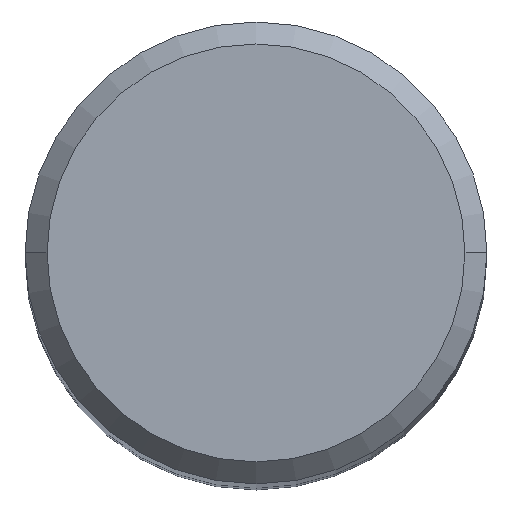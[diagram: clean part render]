
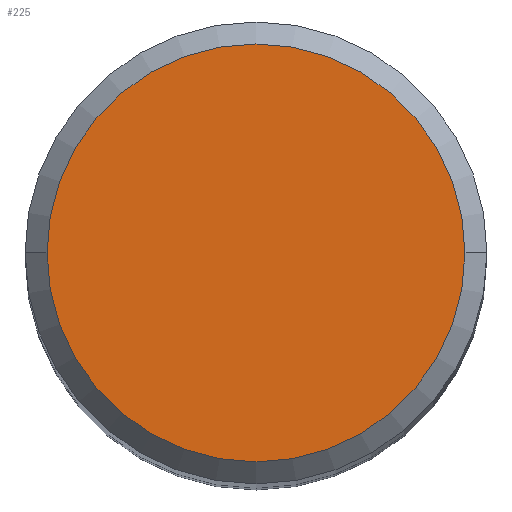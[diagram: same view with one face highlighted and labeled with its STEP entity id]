
A CAD part, top view. The second image highlights one B-rep face of the part: STEP entity #225.
In plain terms, the highlighted planar face has unit normal (0, 0, 1).
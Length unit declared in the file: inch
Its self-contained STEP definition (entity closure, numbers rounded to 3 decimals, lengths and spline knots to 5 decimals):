
#9 = VERTEX_POINT ( 'NONE', #82 ) ;
#11 = DIRECTION ( 'NONE',  ( 0., 0., 1. ) ) ;
#16 = CARTESIAN_POINT ( 'NONE',  ( 0., 0., 2.48032 ) ) ;
#30 = CARTESIAN_POINT ( 'NONE',  ( 0., 0., 2.48032 ) ) ;
#74 = DIRECTION ( 'NONE',  ( 0., 0., 1. ) ) ;
#75 = ORIENTED_EDGE ( 'NONE', *, *, #247, .T. ) ;
#82 = CARTESIAN_POINT ( 'NONE',  ( -0.14248, 0., 2.48032 ) ) ;
#84 = EDGE_CURVE ( 'NONE', #9, #134, #154, .T. ) ;
#87 = AXIS2_PLACEMENT_3D ( 'NONE', #248, #137, #208 ) ;
#91 = PLANE ( 'NONE',  #87 ) ;
#130 = EDGE_LOOP ( 'NONE', ( #212, #75 ) ) ;
#134 = VERTEX_POINT ( 'NONE', #206 ) ;
#137 = DIRECTION ( 'NONE',  ( 0., 0., 1. ) ) ;
#144 = DIRECTION ( 'NONE',  ( 1., 0., 0. ) ) ;
#154 = CIRCLE ( 'NONE', #246, 0.14248 ) ;
#161 = FACE_OUTER_BOUND ( 'NONE', #130, .T. ) ;
#176 = DIRECTION ( 'NONE',  ( 1., 0., 0. ) ) ;
#182 = AXIS2_PLACEMENT_3D ( 'NONE', #16, #74, #144 ) ;
#206 = CARTESIAN_POINT ( 'NONE',  ( 0.14248, 0., 2.48032 ) ) ;
#208 = DIRECTION ( 'NONE',  ( 1., 0., 0. ) ) ;
#212 = ORIENTED_EDGE ( 'NONE', *, *, #84, .T. ) ;
#225 = ADVANCED_FACE ( 'NONE', ( #161 ), #91, .T. ) ;
#246 = AXIS2_PLACEMENT_3D ( 'NONE', #30, #11, #176 ) ;
#247 = EDGE_CURVE ( 'NONE', #134, #9, #266, .T. ) ;
#248 = CARTESIAN_POINT ( 'NONE',  ( 0., 0., 2.48032 ) ) ;
#266 = CIRCLE ( 'NONE', #182, 0.14248 ) ;
